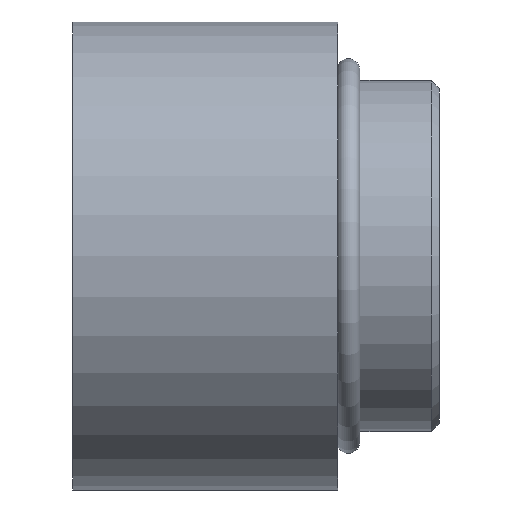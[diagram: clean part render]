
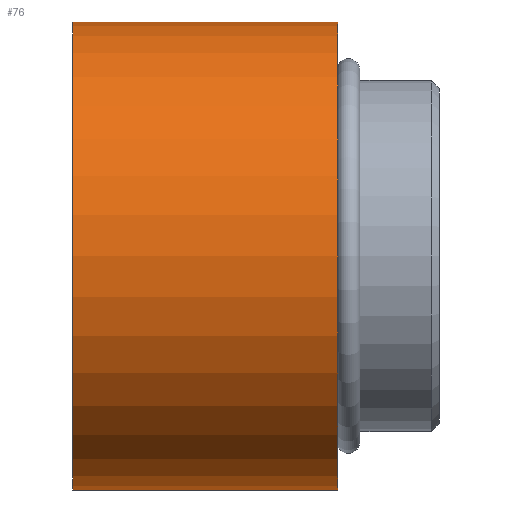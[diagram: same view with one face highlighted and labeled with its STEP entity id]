
A CAD part, left-side view. The second image highlights one B-rep face of the part: STEP entity #76.
In plain terms, the highlighted cylindrical face has radius 15 mm (diameter 30 mm), a partial arc.
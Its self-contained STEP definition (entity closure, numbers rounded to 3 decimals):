
#21 = CIRCLE ( 'NONE', #632, 15. ) ;
#24 = EDGE_CURVE ( 'NONE', #240, #241, #21, .T. ) ;
#28 = EDGE_CURVE ( 'NONE', #238, #241, #349, .T. ) ;
#29 = EDGE_CURVE ( 'NONE', #239, #240, #352, .T. ) ;
#59 = EDGE_CURVE ( 'NONE', #239, #238, #510, .T. ) ;
#76 = ADVANCED_FACE ( 'NONE', ( #567 ), #568, .T. ) ;
#103 = CARTESIAN_POINT ( 'NONE',  ( 0., -10.273, 0. ) ) ;
#104 = DIRECTION ( 'NONE',  ( 0., -1., 0. ) ) ;
#105 = DIRECTION ( 'NONE',  ( 0., 0., -1. ) ) ;
#146 = CARTESIAN_POINT ( 'NONE',  ( 0., 14., -15. ) ) ;
#147 = CARTESIAN_POINT ( 'NONE',  ( 0., 14., 15. ) ) ;
#148 = CARTESIAN_POINT ( 'NONE',  ( 0., -3., 15. ) ) ;
#149 = CARTESIAN_POINT ( 'NONE',  ( 0., -3., -15. ) ) ;
#238 = VERTEX_POINT ( 'NONE', #146 ) ;
#239 = VERTEX_POINT ( 'NONE', #147 ) ;
#240 = VERTEX_POINT ( 'NONE', #148 ) ;
#241 = VERTEX_POINT ( 'NONE', #149 ) ;
#275 = ORIENTED_EDGE ( 'NONE', *, *, #24, .F. ) ;
#280 = ORIENTED_EDGE ( 'NONE', *, *, #29, .F. ) ;
#281 = ORIENTED_EDGE ( 'NONE', *, *, #59, .T. ) ;
#282 = ORIENTED_EDGE ( 'NONE', *, *, #28, .T. ) ;
#316 = EDGE_LOOP ( 'NONE', ( #280, #281, #282, #275 ) ) ;
#336 = CARTESIAN_POINT ( 'NONE',  ( 0., -3., 0. ) ) ;
#337 = DIRECTION ( 'NONE',  ( 0., -1., 0. ) ) ;
#338 = DIRECTION ( 'NONE',  ( 0., 0., -1. ) ) ;
#349 = LINE ( 'NONE', #350, #575 ) ;
#350 = CARTESIAN_POINT ( 'NONE',  ( 0., -10.273, -15. ) ) ;
#351 = DIRECTION ( 'NONE',  ( 0., -1., 0. ) ) ;
#352 = LINE ( 'NONE', #353, #576 ) ;
#353 = CARTESIAN_POINT ( 'NONE',  ( 0., -10.273, 15. ) ) ;
#354 = DIRECTION ( 'NONE',  ( 0., -1., 0. ) ) ;
#441 = CARTESIAN_POINT ( 'NONE',  ( 0., 14., 0. ) ) ;
#442 = DIRECTION ( 'NONE',  ( 0., -1., 0. ) ) ;
#443 = DIRECTION ( 'NONE',  ( 0., 0., -1. ) ) ;
#510 = CIRCLE ( 'NONE', #608, 15. ) ;
#563 = AXIS2_PLACEMENT_3D ( 'NONE', #103, #104, #105 ) ;
#567 = FACE_OUTER_BOUND ( 'NONE', #316, .T. ) ;
#568 = CYLINDRICAL_SURFACE ( 'NONE', #563, 15. ) ;
#575 = VECTOR ( 'NONE', #351, 1000. ) ;
#576 = VECTOR ( 'NONE', #354, 1000. ) ;
#608 = AXIS2_PLACEMENT_3D ( 'NONE', #441, #442, #443 ) ;
#632 = AXIS2_PLACEMENT_3D ( 'NONE', #336, #337, #338 ) ;
